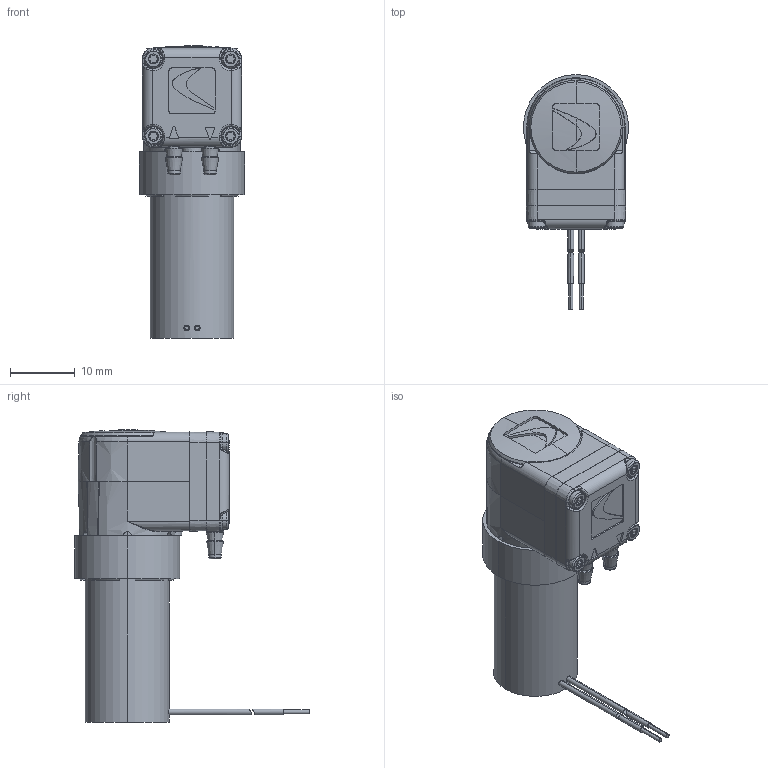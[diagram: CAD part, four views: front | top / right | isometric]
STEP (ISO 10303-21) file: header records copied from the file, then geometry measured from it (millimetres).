
FILE_DESCRIPTION((''),'2;1');
FILE_NAME('DD2102200_ASM','2020-10-23T15:11:41',('rbeck'),(''),'CREO PARAMETRIC BY PTC INC, 2020154','CREO PARAMETRIC BY PTC INC, 2020154','');
FILE_SCHEMA(('CONFIG_CONTROL_DESIGN'));
Length unit declared in the file: inch
Products named in the file (8): 2000_MOTOR; PP0002001-A3; PM0002003; PP0002002_IR; PP0002003_IR; PP0002005; HS0500001; DD2102200_ASM
Assembly tree (10 placements, depth 2):
  DD2102200_ASM
    2000_MOTOR
    PP0002001-A3
    PM0002003
    PP0002002_IR
    PP0002003_IR
    PP0002005
    HS0500001  x4
Bounding box: 16.26 x 36.25 x 45.2 mm (x, y, z)
Volume: 7305.1 mm3; surface area: 7043.8 mm2
Topology: 12 solids, 12 shells, 576 faces, 1367 edges, 836 vertices
Faces by surface type: plane 150, cone 139, cylinder 126, torus 64, bspline 50, extrusion 30, sphere 17
Entity records: 18721 total; most frequent: CARTESIAN_POINT 7469, ORIENTED_EDGE 2366, DIRECTION 2261, EDGE_CURVE 1183, AXIS2_PLACEMENT_3D 942, VERTEX_POINT 728, EDGE_LOOP 535, CIRCLE 494
